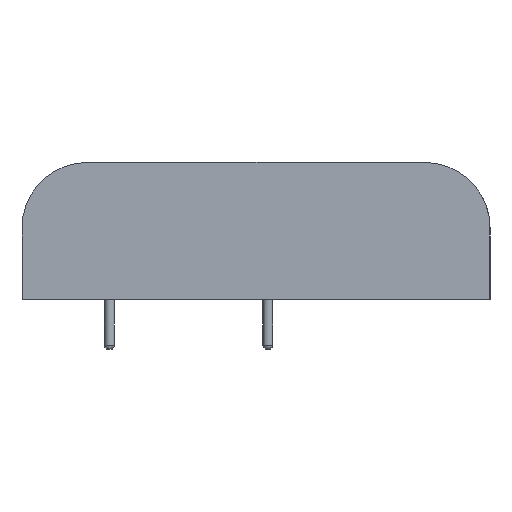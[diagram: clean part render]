
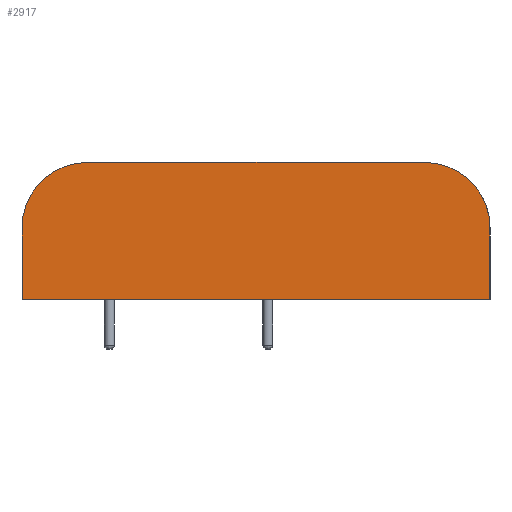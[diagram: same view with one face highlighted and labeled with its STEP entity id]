
A CAD part, left-side view. The second image highlights one B-rep face of the part: STEP entity #2917.
In plain terms, the highlighted planar face has unit normal (-1, 0, 0).
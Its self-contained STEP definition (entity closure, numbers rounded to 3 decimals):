
#2008 = VERTEX_POINT('',#2009);
#2009 = CARTESIAN_POINT('',(-2.59,-30.494,0.));
#2015 = EDGE_CURVE('',#2016,#2008,#2018,.T.);
#2016 = VERTEX_POINT('',#2017);
#2017 = CARTESIAN_POINT('',(-2.59,6.996,0.));
#2018 = LINE('',#2019,#2020);
#2019 = CARTESIAN_POINT('',(-2.59,5.95,0.));
#2020 = VECTOR('',#2021,1.);
#2021 = DIRECTION('',(0.,-1.,0.));
#2175 = VERTEX_POINT('',#2176);
#2176 = CARTESIAN_POINT('',(-2.59,-25.244,11.));
#2191 = VERTEX_POINT('',#2192);
#2192 = CARTESIAN_POINT('',(-2.59,1.746,11.));
#2198 = EDGE_CURVE('',#2175,#2191,#2199,.T.);
#2199 = LINE('',#2200,#2201);
#2200 = CARTESIAN_POINT('',(-2.59,-26.29,11.));
#2201 = VECTOR('',#2202,1.);
#2202 = DIRECTION('',(0.,1.,0.));
#2917 = ADVANCED_FACE('',(#2918),#2952,.T.);
#2918 = FACE_BOUND('',#2919,.T.);
#2919 = EDGE_LOOP('',(#2920,#2928,#2935,#2936,#2945,#2951));
#2920 = ORIENTED_EDGE('',*,*,#2921,.T.);
#2921 = EDGE_CURVE('',#2008,#2922,#2924,.T.);
#2922 = VERTEX_POINT('',#2923);
#2923 = CARTESIAN_POINT('',(-2.59,-30.494,5.75));
#2924 = LINE('',#2925,#2926);
#2925 = CARTESIAN_POINT('',(-2.59,-30.494,0.));
#2926 = VECTOR('',#2927,1.);
#2927 = DIRECTION('',(0.,0.,1.));
#2928 = ORIENTED_EDGE('',*,*,#2929,.F.);
#2929 = EDGE_CURVE('',#2175,#2922,#2930,.T.);
#2930 = CIRCLE('',#2931,5.25);
#2931 = AXIS2_PLACEMENT_3D('',#2932,#2933,#2934);
#2932 = CARTESIAN_POINT('',(-2.59,-25.244,5.75));
#2933 = DIRECTION('',(1.,0.,0.));
#2934 = DIRECTION('',(0.,1.,0.));
#2935 = ORIENTED_EDGE('',*,*,#2198,.T.);
#2936 = ORIENTED_EDGE('',*,*,#2937,.F.);
#2937 = EDGE_CURVE('',#2938,#2191,#2940,.T.);
#2938 = VERTEX_POINT('',#2939);
#2939 = CARTESIAN_POINT('',(-2.59,6.996,5.75));
#2940 = CIRCLE('',#2941,5.25);
#2941 = AXIS2_PLACEMENT_3D('',#2942,#2943,#2944);
#2942 = CARTESIAN_POINT('',(-2.59,1.746,5.75));
#2943 = DIRECTION('',(1.,0.,0.));
#2944 = DIRECTION('',(0.,1.,0.));
#2945 = ORIENTED_EDGE('',*,*,#2946,.F.);
#2946 = EDGE_CURVE('',#2016,#2938,#2947,.T.);
#2947 = LINE('',#2948,#2949);
#2948 = CARTESIAN_POINT('',(-2.59,6.996,0.));
#2949 = VECTOR('',#2950,1.);
#2950 = DIRECTION('',(0.,0.,1.));
#2951 = ORIENTED_EDGE('',*,*,#2015,.T.);
#2952 = PLANE('',#2953);
#2953 = AXIS2_PLACEMENT_3D('',#2954,#2955,#2956);
#2954 = CARTESIAN_POINT('',(-2.59,-12.795,5.168));
#2955 = DIRECTION('',(-1.,0.,0.));
#2956 = DIRECTION('',(0.,0.,1.));
